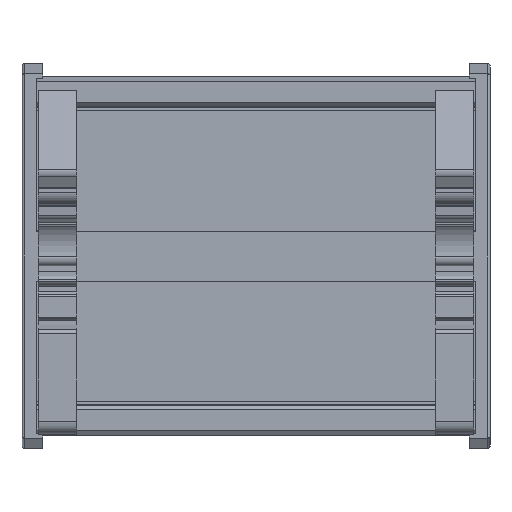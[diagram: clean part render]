
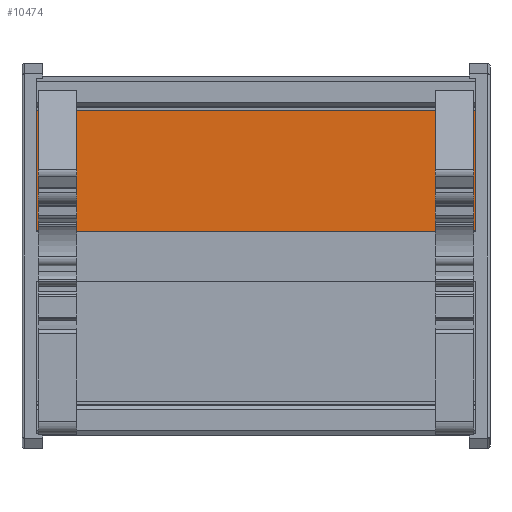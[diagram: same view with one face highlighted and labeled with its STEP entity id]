
A CAD part, front view. The second image highlights one B-rep face of the part: STEP entity #10474.
In plain terms, the highlighted planar face has unit normal (0, -1, 0).
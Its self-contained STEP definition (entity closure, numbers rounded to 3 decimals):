
#10418=CARTESIAN_POINT('',(-530.109,-523.966,105.2));
#10419=VERTEX_POINT('',#10418);
#10426=CARTESIAN_POINT('',(-530.109,-523.966,0.0));
#10427=VERTEX_POINT('',#10426);
#10428=CARTESIAN_POINT('',(-530.109,-523.966,0.0));
#10429=DIRECTION('',(0.0,0.0,1.0));
#10430=VECTOR('',#10429,105.2);
#10431=LINE('',#10428,#10430);
#10432=EDGE_CURVE('',#10427,#10419,#10431,.T.);
#10444=CARTESIAN_POINT('',(-530.109,-523.966,0.0));
#10445=DIRECTION('',(0.0,-1.0,0.0));
#10446=DIRECTION('',(0.0,0.0,-1.0));
#10447=AXIS2_PLACEMENT_3D('',#10444,#10445,#10446);
#10448=PLANE('',#10447);
#10449=CARTESIAN_POINT('',(-558.93,-523.966,105.2));
#10450=VERTEX_POINT('',#10449);
#10451=CARTESIAN_POINT('',(-530.109,-523.966,105.2));
#10452=DIRECTION('',(-1.0,0.0,0.0));
#10453=VECTOR('',#10452,28.821);
#10454=LINE('',#10451,#10453);
#10455=EDGE_CURVE('',#10419,#10450,#10454,.T.);
#10456=ORIENTED_EDGE('',*,*,#10455,.T.);
#10457=CARTESIAN_POINT('',(-558.93,-523.966,0.0));
#10458=VERTEX_POINT('',#10457);
#10459=CARTESIAN_POINT('',(-558.93,-523.966,0.0));
#10460=DIRECTION('',(0.0,0.0,1.0));
#10461=VECTOR('',#10460,105.2);
#10462=LINE('',#10459,#10461);
#10463=EDGE_CURVE('',#10458,#10450,#10462,.T.);
#10464=ORIENTED_EDGE('',*,*,#10463,.F.);
#10465=CARTESIAN_POINT('',(-558.93,-523.966,0.0));
#10466=DIRECTION('',(1.0,0.0,0.0));
#10467=VECTOR('',#10466,28.821);
#10468=LINE('',#10465,#10467);
#10469=EDGE_CURVE('',#10458,#10427,#10468,.T.);
#10470=ORIENTED_EDGE('',*,*,#10469,.T.);
#10471=ORIENTED_EDGE('',*,*,#10432,.T.);
#10472=EDGE_LOOP('',(#10456,#10464,#10470,#10471));
#10473=FACE_OUTER_BOUND('',#10472,.T.);
#10474=ADVANCED_FACE('',(#10473),#10448,.T.);
